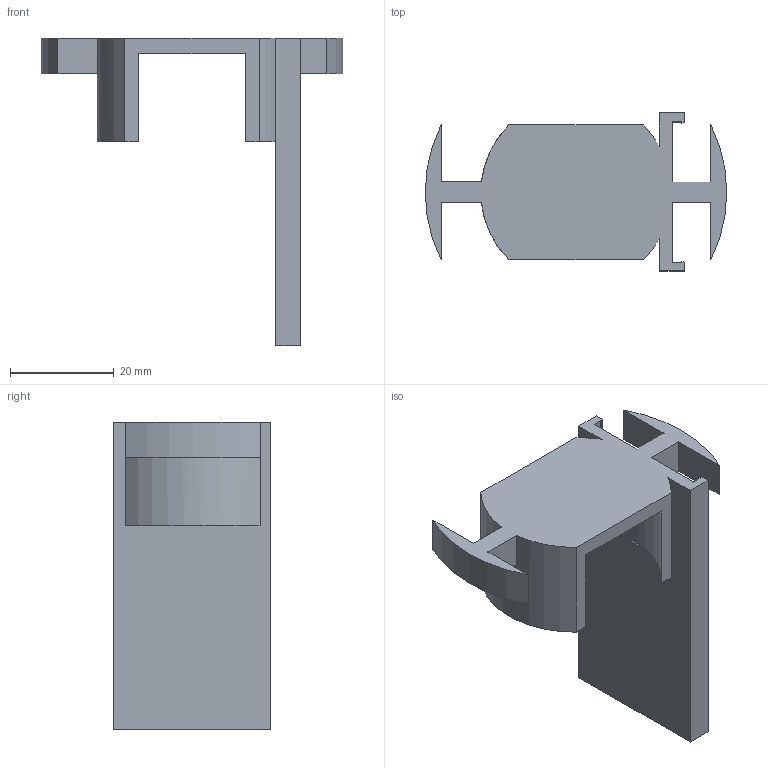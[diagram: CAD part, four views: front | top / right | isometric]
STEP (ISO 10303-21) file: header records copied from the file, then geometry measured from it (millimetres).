
FILE_DESCRIPTION(/* description */ (''),/* implementation_level */ '2;1');
FILE_NAME(/* name */ 'Platinenhalter.step',/* time_stamp */ '2025-11-08T18:05:53+01:00',/* author */ (''),/* organization */ (''),/* preprocessor_version */ 'ST-DEVELOPER v20.1',/* originating_system */ 'Autodesk Translation Framework v14.21.0.0',/* authorisation */ '');
FILE_SCHEMA (('AUTOMOTIVE_DESIGN { 1 0 10303 214 3 1 1 }'));
Length unit declared in the file: millimetre
Products named in the file (1): Platinenhalter
Bounding box: 58.14 x 30.44 x 59.38 mm (x, y, z)
Volume: 10154.4 mm3; surface area: 9277.2 mm2
Topology: 1 solids, 1 shells, 44 faces, 120 edges, 78 vertices
Faces by surface type: plane 37, cylinder 7
Entity records: 1410 total; most frequent: CARTESIAN_POINT 243, ORIENTED_EDGE 240, DIRECTION 228, EDGE_CURVE 120, LINE 102, VECTOR 102, VERTEX_POINT 78, AXIS2_PLACEMENT_3D 63
